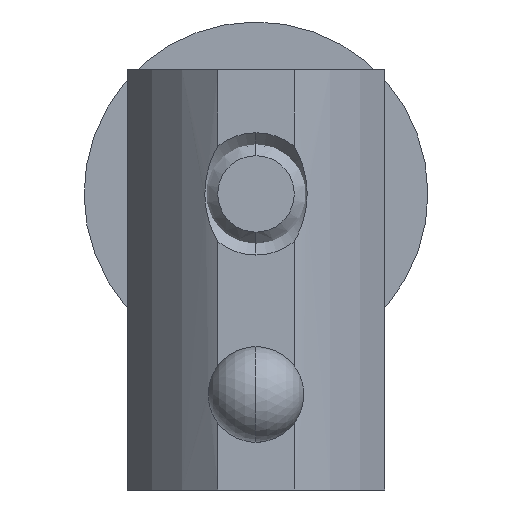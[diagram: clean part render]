
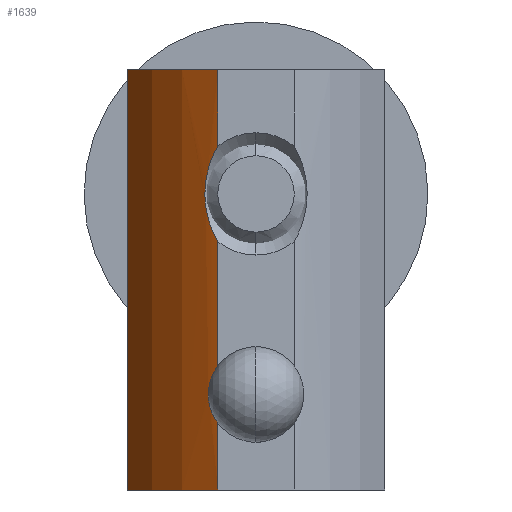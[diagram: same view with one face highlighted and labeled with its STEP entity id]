
A CAD part, front view. The second image highlights one B-rep face of the part: STEP entity #1639.
In plain terms, the highlighted cylindrical face has radius 15 mm (diameter 30 mm), a partial arc.
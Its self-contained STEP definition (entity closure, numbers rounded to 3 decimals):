
#24 = CARTESIAN_POINT ( 'NONE',  ( -2., -7.2, 6.5 ) ) ;
#27 = ORIENTED_EDGE ( 'NONE', *, *, #583, .T. ) ;
#42 = CARTESIAN_POINT ( 'NONE',  ( -2.154, -7.088, 6.295 ) ) ;
#55 = CARTESIAN_POINT ( 'NONE',  ( -2.279, -6.991, 6.062 ) ) ;
#116 = ORIENTED_EDGE ( 'NONE', *, *, #2639, .T. ) ;
#120 = CARTESIAN_POINT ( 'NONE',  ( -2.443, -6.863, 4.451 ) ) ;
#148 = CARTESIAN_POINT ( 'NONE',  ( -2.366, -6.924, 17.231 ) ) ;
#153 = CARTESIAN_POINT ( 'NONE',  ( -2.409, -6.89, 5.681 ) ) ;
#196 = CARTESIAN_POINT ( 'NONE',  ( -2.443, -6.863, 5.547 ) ) ;
#207 = CARTESIAN_POINT ( 'NONE',  ( -2.489, -6.827, 5.276 ) ) ;
#212 = VERTEX_POINT ( 'NONE', #327 ) ;
#222 = CARTESIAN_POINT ( 'NONE',  ( -2.5, -6.818, 5.139 ) ) ;
#235 = VERTEX_POINT ( 'NONE', #1933 ) ;
#240 = EDGE_CURVE ( 'NONE', #1024, #212, #1968, .T. ) ;
#253 = CARTESIAN_POINT ( 'NONE',  ( -6.702, -1.514, 0. ) ) ;
#266 = VERTEX_POINT ( 'NONE', #582 ) ;
#289 = CARTESIAN_POINT ( 'NONE',  ( -2.5, -6.818, 5. ) ) ;
#321 = VERTEX_POINT ( 'NONE', #2269 ) ;
#327 = CARTESIAN_POINT ( 'NONE',  ( -2., -7.2, 6.5 ) ) ;
#372 = CARTESIAN_POINT ( 'NONE',  ( -2.5, -6.818, 4.861 ) ) ;
#390 = CARTESIAN_POINT ( 'NONE',  ( -2.105, -7.123, 17.815 ) ) ;
#411 = CARTESIAN_POINT ( 'NONE',  ( 6.854, 4.908, 22. ) ) ;
#442 = B_SPLINE_CURVE_WITH_KNOTS ( 'NONE', 3,
 ( #2553, #1071, #2071, #621, #2323, #863, #2564, #1087, #2820, #1335, #3041, #1572, #148, #1826, #390, #2080 ),
 .UNSPECIFIED., .F., .F.,
 ( 4, 2, 2, 2, 2, 2, 2, 4 ),
 ( 0., 0.002, 0.002, 0.003, 0.004, 0.004, 0.005, 0.006 ),
 .UNSPECIFIED. ) ;
#453 = LINE ( 'NONE', #1304, #2391 ) ;
#484 = B_SPLINE_CURVE_WITH_KNOTS ( 'NONE', 3,
 ( #1310, #2795, #3020, #1549, #120, #1804, #372, #2063 ),
 .UNSPECIFIED., .F., .F.,
 ( 4, 2, 2, 4 ),
 ( 0., 0.001, 0.001, 0.002 ),
 .UNSPECIFIED. ) ;
#487 = CIRCLE ( 'NONE', #608, 15. ) ;
#502 = EDGE_CURVE ( 'NONE', #266, #235, #1931, .T. ) ;
#582 = CARTESIAN_POINT ( 'NONE',  ( -2., -7.2, 22. ) ) ;
#583 = EDGE_CURVE ( 'NONE', #1368, #2669, #1004, .T. ) ;
#608 = AXIS2_PLACEMENT_3D ( 'NONE', #411, #2106, #654 ) ;
#617 = ORIENTED_EDGE ( 'NONE', *, *, #956, .T. ) ;
#621 = CARTESIAN_POINT ( 'NONE',  ( -2.553, -6.776, 14.39 ) ) ;
#654 = DIRECTION ( 'NONE',  ( 1., 0., 0. ) ) ;
#743 = EDGE_CURVE ( 'NONE', #321, #212, #1120, .T. ) ;
#752 = DIRECTION ( 'NONE',  ( 0., 0., -1. ) ) ;
#772 = CARTESIAN_POINT ( 'NONE',  ( -2., -7.2, 3.5 ) ) ;
#811 = CARTESIAN_POINT ( 'NONE',  ( -2., -7.2, 13.002 ) ) ;
#855 = CARTESIAN_POINT ( 'NONE',  ( -2., -7.2, 0. ) ) ;
#863 = CARTESIAN_POINT ( 'NONE',  ( -2.66, -6.689, 15.049 ) ) ;
#956 = EDGE_CURVE ( 'NONE', #2432, #1368, #453, .T. ) ;
#973 = FACE_OUTER_BOUND ( 'NONE', #2579, .T. ) ;
#1004 = CIRCLE ( 'NONE', #2931, 15. ) ;
#1014 = CARTESIAN_POINT ( 'NONE',  ( 6.854, 4.908, 22. ) ) ;
#1024 = VERTEX_POINT ( 'NONE', #811 ) ;
#1071 = CARTESIAN_POINT ( 'NONE',  ( -2.21, -7.047, 13.367 ) ) ;
#1086 = ORIENTED_EDGE ( 'NONE', *, *, #240, .F. ) ;
#1087 = CARTESIAN_POINT ( 'NONE',  ( -2.676, -6.676, 15.72 ) ) ;
#1092 = DIRECTION ( 'NONE',  ( 0., 0., -1. ) ) ;
#1120 = B_SPLINE_CURVE_WITH_KNOTS ( 'NONE', 3,
 ( #289, #222, #207, #196, #153, #55, #42, #24 ),
 .UNSPECIFIED., .F., .F.,
 ( 4, 2, 2, 4 ),
 ( 0.002, 0.002, 0.002, 0.003 ),
 .UNSPECIFIED. ) ;
#1125 = VECTOR ( 'NONE', #1496, 1000. ) ;
#1160 = ORIENTED_EDGE ( 'NONE', *, *, #502, .F. ) ;
#1253 = DIRECTION ( 'NONE',  ( 0., 0., -1. ) ) ;
#1304 = CARTESIAN_POINT ( 'NONE',  ( -6.702, -1.514, 22. ) ) ;
#1310 = CARTESIAN_POINT ( 'NONE',  ( -2., -7.2, 3.5 ) ) ;
#1318 = ORIENTED_EDGE ( 'NONE', *, *, #2271, .F. ) ;
#1335 = CARTESIAN_POINT ( 'NONE',  ( -2.6, -6.738, 16.385 ) ) ;
#1368 = VERTEX_POINT ( 'NONE', #253 ) ;
#1388 = ORIENTED_EDGE ( 'NONE', *, *, #743, .T. ) ;
#1453 = DIRECTION ( 'NONE',  ( 0., 0., -1. ) ) ;
#1496 = DIRECTION ( 'NONE',  ( 0., 0., -1. ) ) ;
#1523 = CYLINDRICAL_SURFACE ( 'NONE', #3060, 15. ) ;
#1549 = CARTESIAN_POINT ( 'NONE',  ( -2.409, -6.89, 4.32 ) ) ;
#1572 = CARTESIAN_POINT ( 'NONE',  ( -2.438, -6.868, 17.025 ) ) ;
#1595 = VERTEX_POINT ( 'NONE', #772 ) ;
#1639 = ADVANCED_FACE ( 'NONE', ( #973 ), #1523, .T. ) ;
#1722 = ORIENTED_EDGE ( 'NONE', *, *, #2678, .T. ) ;
#1804 = CARTESIAN_POINT ( 'NONE',  ( -2.488, -6.828, 4.721 ) ) ;
#1807 = CARTESIAN_POINT ( 'NONE',  ( -6.702, -1.514, 22. ) ) ;
#1815 = ORIENTED_EDGE ( 'NONE', *, *, #2110, .F. ) ;
#1826 = CARTESIAN_POINT ( 'NONE',  ( -2.2, -7.052, 17.626 ) ) ;
#1869 = CARTESIAN_POINT ( 'NONE',  ( -2., -7.2, 22. ) ) ;
#1931 = LINE ( 'NONE', #1869, #1125 ) ;
#1933 = CARTESIAN_POINT ( 'NONE',  ( -2., -7.2, 17.998 ) ) ;
#1948 = VECTOR ( 'NONE', #752, 1000. ) ;
#1968 = LINE ( 'NONE', #2484, #2557 ) ;
#2063 = CARTESIAN_POINT ( 'NONE',  ( -2.5, -6.818, 5. ) ) ;
#2071 = CARTESIAN_POINT ( 'NONE',  ( -2.377, -6.916, 13.757 ) ) ;
#2080 = CARTESIAN_POINT ( 'NONE',  ( -2., -7.2, 17.998 ) ) ;
#2106 = DIRECTION ( 'NONE',  ( 0., 0., 1. ) ) ;
#2110 = EDGE_CURVE ( 'NONE', #2432, #266, #487, .T. ) ;
#2269 = CARTESIAN_POINT ( 'NONE',  ( -2.5, -6.818, 5. ) ) ;
#2271 = EDGE_CURVE ( 'NONE', #1595, #2669, #2613, .T. ) ;
#2323 = CARTESIAN_POINT ( 'NONE',  ( -2.599, -6.738, 14.609 ) ) ;
#2391 = VECTOR ( 'NONE', #1092, 1000. ) ;
#2406 = CARTESIAN_POINT ( 'NONE',  ( -2., -7.2, 22. ) ) ;
#2432 = VERTEX_POINT ( 'NONE', #1807 ) ;
#2476 = DIRECTION ( 'NONE',  ( -1., 0., 0. ) ) ;
#2484 = CARTESIAN_POINT ( 'NONE',  ( -2., -7.2, 22. ) ) ;
#2553 = CARTESIAN_POINT ( 'NONE',  ( -2., -7.2, 13.002 ) ) ;
#2557 = VECTOR ( 'NONE', #1453, 1000. ) ;
#2564 = CARTESIAN_POINT ( 'NONE',  ( -2.675, -6.676, 15.271 ) ) ;
#2579 = EDGE_LOOP ( 'NONE', ( #1086, #1722, #1160, #1815, #617, #27, #1318, #116, #1388 ) ) ;
#2613 = LINE ( 'NONE', #2406, #1948 ) ;
#2639 = EDGE_CURVE ( 'NONE', #1595, #321, #484, .T. ) ;
#2669 = VERTEX_POINT ( 'NONE', #855 ) ;
#2678 = EDGE_CURVE ( 'NONE', #1024, #235, #442, .T. ) ;
#2795 = CARTESIAN_POINT ( 'NONE',  ( -2.154, -7.088, 3.705 ) ) ;
#2820 = CARTESIAN_POINT ( 'NONE',  ( -2.66, -6.688, 15.946 ) ) ;
#2931 = AXIS2_PLACEMENT_3D ( 'NONE', #3071, #3047, #2960 ) ;
#2960 = DIRECTION ( 'NONE',  ( 1., 0., 0. ) ) ;
#3020 = CARTESIAN_POINT ( 'NONE',  ( -2.278, -6.992, 3.936 ) ) ;
#3041 = CARTESIAN_POINT ( 'NONE',  ( -2.555, -6.774, 16.601 ) ) ;
#3047 = DIRECTION ( 'NONE',  ( 0., 0., 1. ) ) ;
#3060 = AXIS2_PLACEMENT_3D ( 'NONE', #1014, #1253, #2476 ) ;
#3071 = CARTESIAN_POINT ( 'NONE',  ( 6.854, 4.908, 0. ) ) ;
